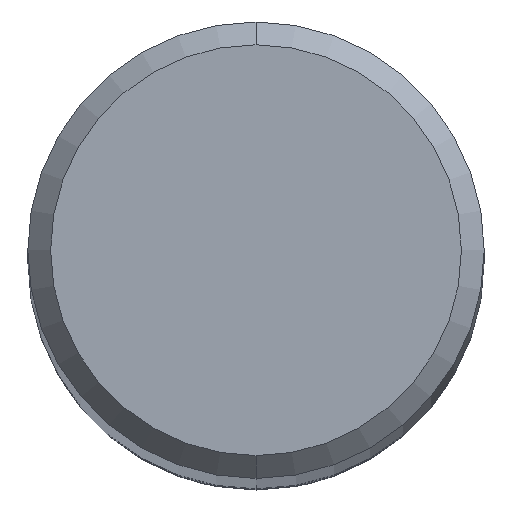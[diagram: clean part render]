
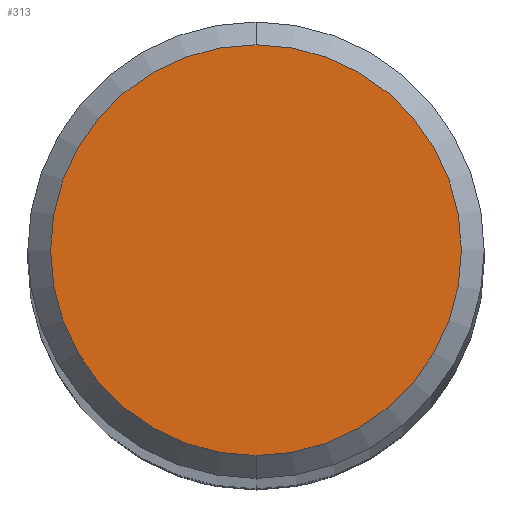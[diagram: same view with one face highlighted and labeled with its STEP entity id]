
A CAD part, top view. The second image highlights one B-rep face of the part: STEP entity #313.
In plain terms, the highlighted planar face has unit normal (0, 0, 1).
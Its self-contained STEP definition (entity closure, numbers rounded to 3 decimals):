
#189=EDGE_CURVE('',#409,#403,#492,.T.);
#313=ADVANCED_FACE('',(#631),#632,.T.);
#395=EDGE_CURVE('',#403,#409,#725,.T.);
#403=VERTEX_POINT('',#733);
#409=VERTEX_POINT('',#740);
#492=CIRCLE('',#853,3.6);
#631=FACE_OUTER_BOUND('',#1132,.T.);
#632=PLANE('',#1133);
#725=CIRCLE('',#1276,3.6);
#733=CARTESIAN_POINT('',(0.,-3.6,0.0));
#740=CARTESIAN_POINT('',(0.0,3.6,0.0));
#853=AXIS2_PLACEMENT_3D('',#1451,#1452,#1453);
#1132=EDGE_LOOP('',(#1613,#1614));
#1133=AXIS2_PLACEMENT_3D('',#1615,#1616,#1617);
#1276=AXIS2_PLACEMENT_3D('',#1733,#1734,#1735);
#1451=CARTESIAN_POINT('',(0.0,0.0,0.0));
#1452=DIRECTION('',(0.0,0.0,-1.0));
#1453=DIRECTION('',(0.0,1.0,0.0));
#1613=ORIENTED_EDGE('',*,*,#189,.F.);
#1614=ORIENTED_EDGE('',*,*,#395,.F.);
#1615=CARTESIAN_POINT('',(0.0,1.8,0.0));
#1616=DIRECTION('',(-0.0,0.0,1.0));
#1617=DIRECTION('',(0.0,-1.0,0.0));
#1733=CARTESIAN_POINT('',(0.0,0.0,0.0));
#1734=DIRECTION('',(0.0,0.0,-1.0));
#1735=DIRECTION('',(0.0,1.0,0.0));
